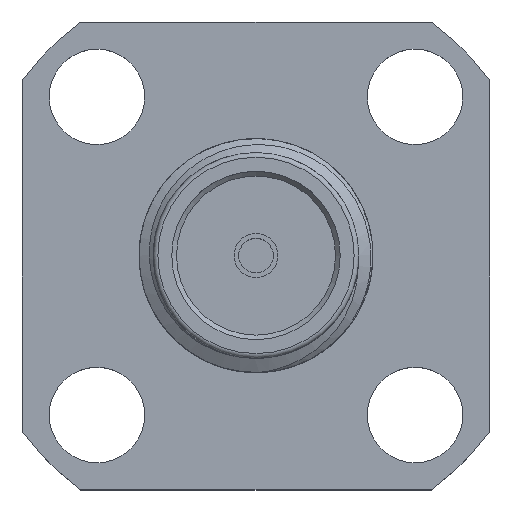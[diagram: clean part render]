
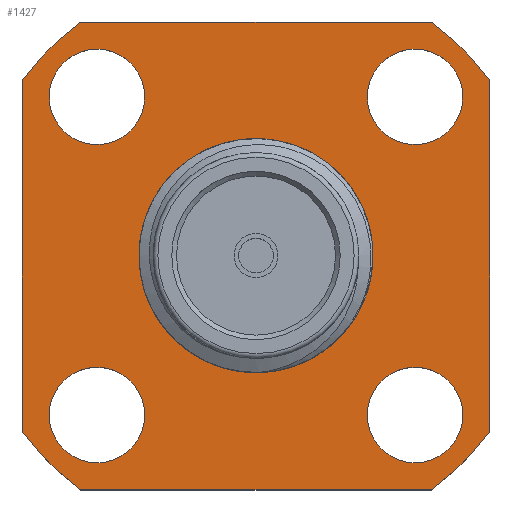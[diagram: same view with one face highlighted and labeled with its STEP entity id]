
A CAD part, top view. The second image highlights one B-rep face of the part: STEP entity #1427.
In plain terms, the highlighted planar face has unit normal (0, 0, 1).
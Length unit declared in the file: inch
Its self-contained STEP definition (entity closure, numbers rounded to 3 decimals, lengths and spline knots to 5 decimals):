
#11 = VECTOR ( 'NONE', #1223, 39.37008 ) ;
#64 = CARTESIAN_POINT ( 'NONE',  ( -0.11989, 0., -0.31 ) ) ;
#173 = CARTESIAN_POINT ( 'NONE',  ( 0.17, 0.17, -0.31 ) ) ;
#191 = VECTOR ( 'NONE', #361, 39.37008 ) ;
#195 = AXIS2_PLACEMENT_3D ( 'NONE', #577, #1663, #1847 ) ;
#238 = CIRCLE ( 'NONE', #195, 0.051 ) ;
#253 = DIRECTION ( 'NONE',  ( -1., 0., 0. ) ) ;
#293 = VERTEX_POINT ( 'NONE', #1168 ) ;
#322 = VERTEX_POINT ( 'NONE', #963 ) ;
#323 = EDGE_CURVE ( 'NONE', #1309, #2556, #1852, .T. ) ;
#342 = FACE_BOUND ( 'NONE', #2360, .T. ) ;
#361 = DIRECTION ( 'NONE',  ( 1., 0., 0. ) ) ;
#384 = AXIS2_PLACEMENT_3D ( 'NONE', #1409, #2705, #2441 ) ;
#393 = DIRECTION ( 'NONE',  ( 1., 0., 0. ) ) ;
#426 = AXIS2_PLACEMENT_3D ( 'NONE', #1905, #610, #2781 ) ;
#465 = CARTESIAN_POINT ( 'NONE',  ( -0.119, 0.17, -0.31 ) ) ;
#477 = CARTESIAN_POINT ( 'NONE',  ( 0., 0., -0.31 ) ) ;
#479 = ORIENTED_EDGE ( 'NONE', *, *, #2361, .F. ) ;
#480 = VERTEX_POINT ( 'NONE', #64 ) ;
#541 = ORIENTED_EDGE ( 'NONE', *, *, #2530, .T. ) ;
#548 = CARTESIAN_POINT ( 'NONE',  ( 0.25, -0.25, -0.31 ) ) ;
#560 = CARTESIAN_POINT ( 'NONE',  ( 0., 0., -0.31 ) ) ;
#577 = CARTESIAN_POINT ( 'NONE',  ( -0.17, -0.17, -0.31 ) ) ;
#610 = DIRECTION ( 'NONE',  ( 0., 0., 1. ) ) ;
#650 = EDGE_LOOP ( 'NONE', ( #1167 ) ) ;
#709 = CARTESIAN_POINT ( 'NONE',  ( -0.1875, 0.25, -0.31 ) ) ;
#777 = CARTESIAN_POINT ( 'NONE',  ( -0.25, -0.1875, -0.31 ) ) ;
#796 = CIRCLE ( 'NONE', #887, 0.051 ) ;
#813 = CARTESIAN_POINT ( 'NONE',  ( -0.25, -0.25, -0.31 ) ) ;
#819 = ORIENTED_EDGE ( 'NONE', *, *, #1113, .T. ) ;
#831 = ORIENTED_EDGE ( 'NONE', *, *, #1816, .T. ) ;
#845 = CIRCLE ( 'NONE', #1429, 0.3125 ) ;
#847 = AXIS2_PLACEMENT_3D ( 'NONE', #1670, #1256, #2326 ) ;
#887 = AXIS2_PLACEMENT_3D ( 'NONE', #1909, #2566, #393 ) ;
#902 = EDGE_CURVE ( 'NONE', #322, #2436, #1555, .T. ) ;
#931 = CARTESIAN_POINT ( 'NONE',  ( 0.1875, -0.25, -0.31 ) ) ;
#963 = CARTESIAN_POINT ( 'NONE',  ( 0.1875, 0.25, -0.31 ) ) ;
#973 = CARTESIAN_POINT ( 'NONE',  ( 0.25, -0.1875, -0.31 ) ) ;
#1003 = FACE_OUTER_BOUND ( 'NONE', #2813, .T. ) ;
#1043 = EDGE_LOOP ( 'NONE', ( #2069 ) ) ;
#1085 = CARTESIAN_POINT ( 'NONE',  ( -0.25, -0.25, -0.31 ) ) ;
#1110 = VERTEX_POINT ( 'NONE', #973 ) ;
#1113 = EDGE_CURVE ( 'NONE', #2186, #1309, #845, .T. ) ;
#1127 = LINE ( 'NONE', #1085, #2437 ) ;
#1153 = AXIS2_PLACEMENT_3D ( 'NONE', #1666, #1602, #1220 ) ;
#1162 = EDGE_CURVE ( 'NONE', #480, #480, #2246, .T. ) ;
#1167 = ORIENTED_EDGE ( 'NONE', *, *, #1797, .F. ) ;
#1168 = CARTESIAN_POINT ( 'NONE',  ( 0.221, -0.17, -0.31 ) ) ;
#1199 = EDGE_CURVE ( 'NONE', #1383, #1383, #238, .T. ) ;
#1220 = DIRECTION ( 'NONE',  ( 0., -1., 0. ) ) ;
#1223 = DIRECTION ( 'NONE',  ( 0., 1., 0. ) ) ;
#1234 = CARTESIAN_POINT ( 'NONE',  ( 0.25, 0.1875, -0.31 ) ) ;
#1256 = DIRECTION ( 'NONE',  ( 0., 0., 1. ) ) ;
#1309 = VERTEX_POINT ( 'NONE', #1709 ) ;
#1341 = ORIENTED_EDGE ( 'NONE', *, *, #902, .T. ) ;
#1343 = VERTEX_POINT ( 'NONE', #2207 ) ;
#1354 = DIRECTION ( 'NONE',  ( 0., 0., 1. ) ) ;
#1383 = VERTEX_POINT ( 'NONE', #1775 ) ;
#1409 = CARTESIAN_POINT ( 'NONE',  ( 0.17, -0.17, -0.31 ) ) ;
#1411 = EDGE_LOOP ( 'NONE', ( #479 ) ) ;
#1427 = ADVANCED_FACE ( 'NONE', ( #2831, #1750, #2060, #342, #2475, #1003 ), #1648, .F. ) ;
#1429 = AXIS2_PLACEMENT_3D ( 'NONE', #1616, #1632, #2489 ) ;
#1432 = AXIS2_PLACEMENT_3D ( 'NONE', #477, #1354, #1439 ) ;
#1439 = DIRECTION ( 'NONE',  ( 1., 0., 0. ) ) ;
#1555 = LINE ( 'NONE', #2211, #1930 ) ;
#1602 = DIRECTION ( 'NONE',  ( 0., 0., -1. ) ) ;
#1616 = CARTESIAN_POINT ( 'NONE',  ( 0., 0., -0.31 ) ) ;
#1632 = DIRECTION ( 'NONE',  ( 0., 0., 1. ) ) ;
#1648 = PLANE ( 'NONE',  #1153 ) ;
#1663 = DIRECTION ( 'NONE',  ( 0., 0., 1. ) ) ;
#1666 = CARTESIAN_POINT ( 'NONE',  ( 0., 0., -0.31 ) ) ;
#1670 = CARTESIAN_POINT ( 'NONE',  ( 0., 0., -0.31 ) ) ;
#1690 = ORIENTED_EDGE ( 'NONE', *, *, #323, .T. ) ;
#1709 = CARTESIAN_POINT ( 'NONE',  ( -0.1875, -0.25, -0.31 ) ) ;
#1748 = EDGE_CURVE ( 'NONE', #1911, #2186, #1127, .T. ) ;
#1750 = FACE_BOUND ( 'NONE', #1043, .T. ) ;
#1764 = DIRECTION ( 'NONE',  ( 0., -1., 0. ) ) ;
#1770 = ORIENTED_EDGE ( 'NONE', *, *, #1881, .F. ) ;
#1775 = CARTESIAN_POINT ( 'NONE',  ( -0.119, -0.17, -0.31 ) ) ;
#1788 = ORIENTED_EDGE ( 'NONE', *, *, #2142, .T. ) ;
#1797 = EDGE_CURVE ( 'NONE', #293, #293, #1934, .T. ) ;
#1816 = EDGE_CURVE ( 'NONE', #2556, #1110, #2482, .T. ) ;
#1847 = DIRECTION ( 'NONE',  ( 1., 0., 0. ) ) ;
#1852 = LINE ( 'NONE', #813, #191 ) ;
#1881 = EDGE_CURVE ( 'NONE', #1996, #1996, #796, .T. ) ;
#1905 = CARTESIAN_POINT ( 'NONE',  ( 0., 0., -0.31 ) ) ;
#1909 = CARTESIAN_POINT ( 'NONE',  ( -0.17, 0.17, -0.31 ) ) ;
#1911 = VERTEX_POINT ( 'NONE', #2111 ) ;
#1930 = VECTOR ( 'NONE', #253, 39.37008 ) ;
#1934 = CIRCLE ( 'NONE', #384, 0.051 ) ;
#1996 = VERTEX_POINT ( 'NONE', #465 ) ;
#2045 = DIRECTION ( 'NONE',  ( -1., 0., 0. ) ) ;
#2060 = FACE_BOUND ( 'NONE', #1411, .T. ) ;
#2069 = ORIENTED_EDGE ( 'NONE', *, *, #1199, .F. ) ;
#2089 = DIRECTION ( 'NONE',  ( 0., 0., -1. ) ) ;
#2092 = EDGE_CURVE ( 'NONE', #1110, #2722, #2505, .T. ) ;
#2111 = CARTESIAN_POINT ( 'NONE',  ( -0.25, 0.1875, -0.31 ) ) ;
#2133 = DIRECTION ( 'NONE',  ( 0., 0., 1. ) ) ;
#2142 = EDGE_CURVE ( 'NONE', #2722, #322, #2706, .T. ) ;
#2156 = AXIS2_PLACEMENT_3D ( 'NONE', #173, #2133, #2578 ) ;
#2186 = VERTEX_POINT ( 'NONE', #777 ) ;
#2207 = CARTESIAN_POINT ( 'NONE',  ( 0.221, 0.17, -0.31 ) ) ;
#2211 = CARTESIAN_POINT ( 'NONE',  ( -0.25, 0.25, -0.31 ) ) ;
#2246 = CIRCLE ( 'NONE', #2349, 0.11989 ) ;
#2299 = CIRCLE ( 'NONE', #2156, 0.051 ) ;
#2326 = DIRECTION ( 'NONE',  ( 1., 0., 0. ) ) ;
#2349 = AXIS2_PLACEMENT_3D ( 'NONE', #560, #2089, #2045 ) ;
#2360 = EDGE_LOOP ( 'NONE', ( #1770 ) ) ;
#2361 = EDGE_CURVE ( 'NONE', #1343, #1343, #2299, .T. ) ;
#2385 = ORIENTED_EDGE ( 'NONE', *, *, #2092, .T. ) ;
#2410 = ORIENTED_EDGE ( 'NONE', *, *, #1162, .T. ) ;
#2436 = VERTEX_POINT ( 'NONE', #709 ) ;
#2437 = VECTOR ( 'NONE', #1764, 39.37008 ) ;
#2441 = DIRECTION ( 'NONE',  ( 1., 0., 0. ) ) ;
#2475 = FACE_BOUND ( 'NONE', #2606, .T. ) ;
#2482 = CIRCLE ( 'NONE', #1432, 0.3125 ) ;
#2489 = DIRECTION ( 'NONE',  ( 1., 0., 0. ) ) ;
#2505 = LINE ( 'NONE', #548, #11 ) ;
#2530 = EDGE_CURVE ( 'NONE', #2436, #1911, #2616, .T. ) ;
#2556 = VERTEX_POINT ( 'NONE', #931 ) ;
#2566 = DIRECTION ( 'NONE',  ( 0., 0., 1. ) ) ;
#2578 = DIRECTION ( 'NONE',  ( 1., 0., 0. ) ) ;
#2606 = EDGE_LOOP ( 'NONE', ( #2410 ) ) ;
#2616 = CIRCLE ( 'NONE', #847, 0.3125 ) ;
#2705 = DIRECTION ( 'NONE',  ( 0., 0., 1. ) ) ;
#2706 = CIRCLE ( 'NONE', #426, 0.3125 ) ;
#2722 = VERTEX_POINT ( 'NONE', #1234 ) ;
#2781 = DIRECTION ( 'NONE',  ( 1., 0., 0. ) ) ;
#2798 = ORIENTED_EDGE ( 'NONE', *, *, #1748, .T. ) ;
#2813 = EDGE_LOOP ( 'NONE', ( #541, #2798, #819, #1690, #831, #2385, #1788, #1341 ) ) ;
#2831 = FACE_BOUND ( 'NONE', #650, .T. ) ;
